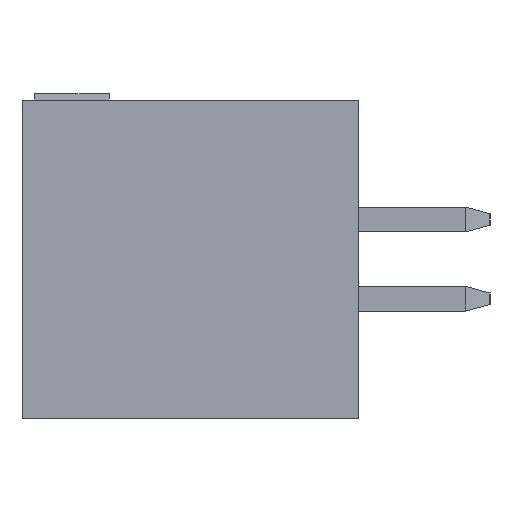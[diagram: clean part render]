
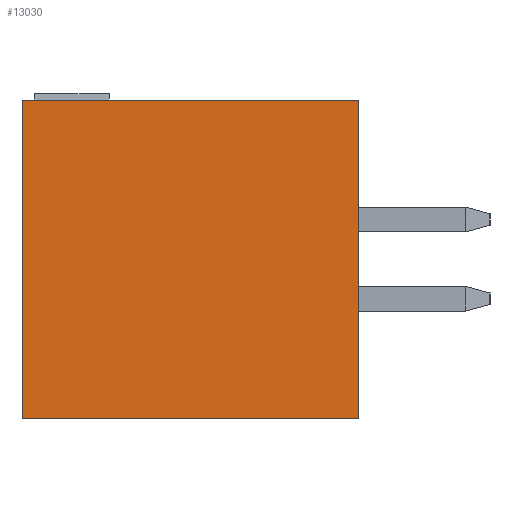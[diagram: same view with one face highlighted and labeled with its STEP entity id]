
A CAD part, left-side view. The second image highlights one B-rep face of the part: STEP entity #13030.
In plain terms, the highlighted planar face has unit normal (-1, 0, 0).
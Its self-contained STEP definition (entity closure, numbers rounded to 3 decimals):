
#2823 = VERTEX_POINT ( 'NONE', #7364 ) ;
#3535 = DIRECTION ( 'NONE',  ( 0., 0., 1. ) ) ;
#3897 = DIRECTION ( 'NONE',  ( 1., 0., 0. ) ) ;
#4070 = EDGE_CURVE ( 'NONE', #2823, #9870, #27999, .T. ) ;
#5060 = LINE ( 'NONE', #22528, #19851 ) ;
#5188 = VERTEX_POINT ( 'NONE', #15899 ) ;
#5411 = CARTESIAN_POINT ( 'NONE',  ( -13.945, 5.4, 2.55 ) ) ;
#7364 = CARTESIAN_POINT ( 'NONE',  ( -13.945, 0., -2.55 ) ) ;
#7620 = ORIENTED_EDGE ( 'NONE', *, *, #13205, .F. ) ;
#7851 = LINE ( 'NONE', #16550, #12972 ) ;
#8193 = ORIENTED_EDGE ( 'NONE', *, *, #4070, .T. ) ;
#8246 = CARTESIAN_POINT ( 'NONE',  ( -13.945, 0., 2.55 ) ) ;
#8247 = VECTOR ( 'NONE', #14716, 1000. ) ;
#8913 = ORIENTED_EDGE ( 'NONE', *, *, #23246, .F. ) ;
#9870 = VERTEX_POINT ( 'NONE', #25749 ) ;
#11113 = EDGE_LOOP ( 'NONE', ( #8193, #8913, #7620, #17768 ) ) ;
#11338 = VECTOR ( 'NONE', #3535, 1000. ) ;
#12346 = DIRECTION ( 'NONE',  ( 0., 0., -1. ) ) ;
#12972 = VECTOR ( 'NONE', #20580, 1000. ) ;
#13030 = ADVANCED_FACE ( 'NONE', ( #23111 ), #23385, .F. ) ;
#13205 = EDGE_CURVE ( 'NONE', #5188, #19058, #7851, .T. ) ;
#14716 = DIRECTION ( 'NONE',  ( 0., -1., 0. ) ) ;
#15899 = CARTESIAN_POINT ( 'NONE',  ( -13.945, 5.4, -2.55 ) ) ;
#16550 = CARTESIAN_POINT ( 'NONE',  ( -13.945, 5.4, 2.55 ) ) ;
#17768 = ORIENTED_EDGE ( 'NONE', *, *, #26847, .T. ) ;
#17998 = AXIS2_PLACEMENT_3D ( 'NONE', #27657, #3897, #12346 ) ;
#19035 = LINE ( 'NONE', #27778, #8247 ) ;
#19058 = VERTEX_POINT ( 'NONE', #5411 ) ;
#19851 = VECTOR ( 'NONE', #22239, 1000. ) ;
#20580 = DIRECTION ( 'NONE',  ( 0., 0., 1. ) ) ;
#22239 = DIRECTION ( 'NONE',  ( 0., -1., 0. ) ) ;
#22528 = CARTESIAN_POINT ( 'NONE',  ( -13.945, 5.4, 2.55 ) ) ;
#23111 = FACE_OUTER_BOUND ( 'NONE', #11113, .T. ) ;
#23246 = EDGE_CURVE ( 'NONE', #19058, #9870, #5060, .T. ) ;
#23385 = PLANE ( 'NONE',  #17998 ) ;
#25749 = CARTESIAN_POINT ( 'NONE',  ( -13.945, 0., 2.55 ) ) ;
#26847 = EDGE_CURVE ( 'NONE', #5188, #2823, #19035, .T. ) ;
#27657 = CARTESIAN_POINT ( 'NONE',  ( -13.945, 5.4, 2.55 ) ) ;
#27778 = CARTESIAN_POINT ( 'NONE',  ( -13.945, 5.4, -2.55 ) ) ;
#27999 = LINE ( 'NONE', #8246, #11338 ) ;
